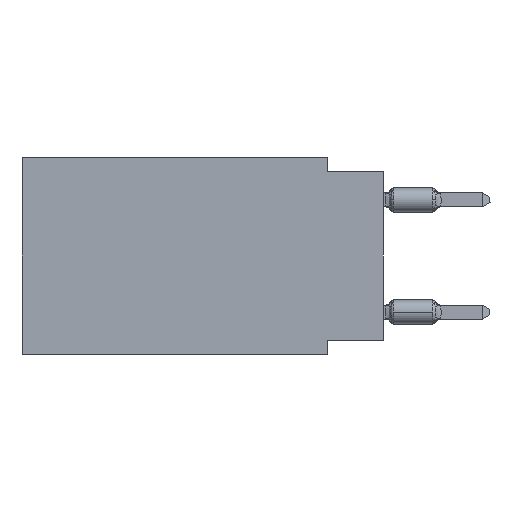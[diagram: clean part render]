
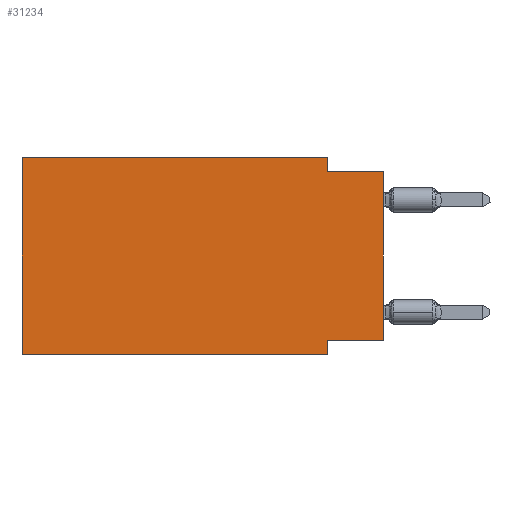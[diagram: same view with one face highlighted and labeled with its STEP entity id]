
A CAD part, left-side view. The second image highlights one B-rep face of the part: STEP entity #31234.
In plain terms, the highlighted planar face has unit normal (-1, 0, 0).
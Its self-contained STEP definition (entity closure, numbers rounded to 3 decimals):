
#498 = LINE ( 'NONE', #21944, #7730 ) ;
#500 = VECTOR ( 'NONE', #24163, 1000. ) ;
#736 = CARTESIAN_POINT ( 'NONE',  ( 0., 0., -0.635 ) ) ;
#2352 = FACE_OUTER_BOUND ( 'NONE', #29494, .T. ) ;
#4874 = VECTOR ( 'NONE', #21797, 1000. ) ;
#4974 = DIRECTION ( 'NONE',  ( 0., 0., 1. ) ) ;
#5018 = CARTESIAN_POINT ( 'NONE',  ( 0., 2.54, -8.89 ) ) ;
#5822 = LINE ( 'NONE', #12979, #500 ) ;
#6374 = VERTEX_POINT ( 'NONE', #16607 ) ;
#7267 = CARTESIAN_POINT ( 'NONE',  ( 0., 0., 0. ) ) ;
#7730 = VECTOR ( 'NONE', #7885, 1000. ) ;
#7885 = DIRECTION ( 'NONE',  ( 0., -1., 0. ) ) ;
#10132 = LINE ( 'NONE', #7267, #4874 ) ;
#11041 = EDGE_CURVE ( 'NONE', #17456, #25086, #498, .T. ) ;
#11605 = ORIENTED_EDGE ( 'NONE', *, *, #44459, .F. ) ;
#11813 = ORIENTED_EDGE ( 'NONE', *, *, #27199, .T. ) ;
#12196 = LINE ( 'NONE', #31000, #32161 ) ;
#12625 = VECTOR ( 'NONE', #34337, 1000. ) ;
#12979 = CARTESIAN_POINT ( 'NONE',  ( 0., 16.383, 0. ) ) ;
#13404 = CARTESIAN_POINT ( 'NONE',  ( 0., 2.54, -8.89 ) ) ;
#14307 = EDGE_CURVE ( 'NONE', #42863, #17456, #32677, .T. ) ;
#15197 = PLANE ( 'NONE',  #17658 ) ;
#16607 = CARTESIAN_POINT ( 'NONE',  ( 0., 0., -8.255 ) ) ;
#17456 = VERTEX_POINT ( 'NONE', #30986 ) ;
#17658 = AXIS2_PLACEMENT_3D ( 'NONE', #40025, #43582, #43344 ) ;
#18958 = CARTESIAN_POINT ( 'NONE',  ( 0., 16.383, 0. ) ) ;
#19793 = EDGE_CURVE ( 'NONE', #45330, #27052, #37703, .T. ) ;
#19991 = ORIENTED_EDGE ( 'NONE', *, *, #39709, .F. ) ;
#21797 = DIRECTION ( 'NONE',  ( 0., 0., 1. ) ) ;
#21944 = CARTESIAN_POINT ( 'NONE',  ( 0., 0., -0.635 ) ) ;
#21959 = CARTESIAN_POINT ( 'NONE',  ( 0., 2.54, 0. ) ) ;
#23081 = CARTESIAN_POINT ( 'NONE',  ( 0., 16.383, 0. ) ) ;
#23419 = CARTESIAN_POINT ( 'NONE',  ( 0., 16.383, -8.89 ) ) ;
#24163 = DIRECTION ( 'NONE',  ( 0., -1., 0. ) ) ;
#25086 = VERTEX_POINT ( 'NONE', #736 ) ;
#26128 = ORIENTED_EDGE ( 'NONE', *, *, #19793, .F. ) ;
#26328 = VERTEX_POINT ( 'NONE', #18958 ) ;
#26470 = ORIENTED_EDGE ( 'NONE', *, *, #37445, .T. ) ;
#27052 = VERTEX_POINT ( 'NONE', #13404 ) ;
#27199 = EDGE_CURVE ( 'NONE', #42725, #27052, #12196, .T. ) ;
#29094 = CARTESIAN_POINT ( 'NONE',  ( 0., 2.54, -8.255 ) ) ;
#29354 = EDGE_CURVE ( 'NONE', #6374, #45330, #46935, .T. ) ;
#29494 = EDGE_LOOP ( 'NONE', ( #26470, #43649, #35345, #11605, #19991, #11813, #26128, #42494 ) ) ;
#30986 = CARTESIAN_POINT ( 'NONE',  ( 0., 2.54, -0.635 ) ) ;
#31000 = CARTESIAN_POINT ( 'NONE',  ( 0., 16.383, -8.89 ) ) ;
#31234 = ADVANCED_FACE ( 'NONE', ( #2352 ), #15197, .F. ) ;
#31740 = CARTESIAN_POINT ( 'NONE',  ( 0., 2.54, 0. ) ) ;
#31947 = VECTOR ( 'NONE', #39328, 1000. ) ;
#32161 = VECTOR ( 'NONE', #34125, 1000. ) ;
#32677 = LINE ( 'NONE', #21959, #35197 ) ;
#34125 = DIRECTION ( 'NONE',  ( 0., -1., 0. ) ) ;
#34176 = VECTOR ( 'NONE', #4974, 1000. ) ;
#34337 = DIRECTION ( 'NONE',  ( 0., 0., -1. ) ) ;
#34846 = CARTESIAN_POINT ( 'NONE',  ( 0., 0., -8.255 ) ) ;
#35197 = VECTOR ( 'NONE', #36751, 1000. ) ;
#35345 = ORIENTED_EDGE ( 'NONE', *, *, #14307, .F. ) ;
#36706 = LINE ( 'NONE', #23081, #34176 ) ;
#36751 = DIRECTION ( 'NONE',  ( 0., 0., -1. ) ) ;
#37445 = EDGE_CURVE ( 'NONE', #6374, #25086, #10132, .T. ) ;
#37703 = LINE ( 'NONE', #5018, #12625 ) ;
#39328 = DIRECTION ( 'NONE',  ( 0., 1., 0. ) ) ;
#39709 = EDGE_CURVE ( 'NONE', #42725, #26328, #36706, .T. ) ;
#40025 = CARTESIAN_POINT ( 'NONE',  ( 0., 16.383, 0. ) ) ;
#42494 = ORIENTED_EDGE ( 'NONE', *, *, #29354, .F. ) ;
#42725 = VERTEX_POINT ( 'NONE', #23419 ) ;
#42863 = VERTEX_POINT ( 'NONE', #31740 ) ;
#43344 = DIRECTION ( 'NONE',  ( 0., 0., -1. ) ) ;
#43582 = DIRECTION ( 'NONE',  ( 1., 0., 0. ) ) ;
#43649 = ORIENTED_EDGE ( 'NONE', *, *, #11041, .F. ) ;
#44459 = EDGE_CURVE ( 'NONE', #26328, #42863, #5822, .T. ) ;
#45330 = VERTEX_POINT ( 'NONE', #29094 ) ;
#46935 = LINE ( 'NONE', #34846, #31947 ) ;
